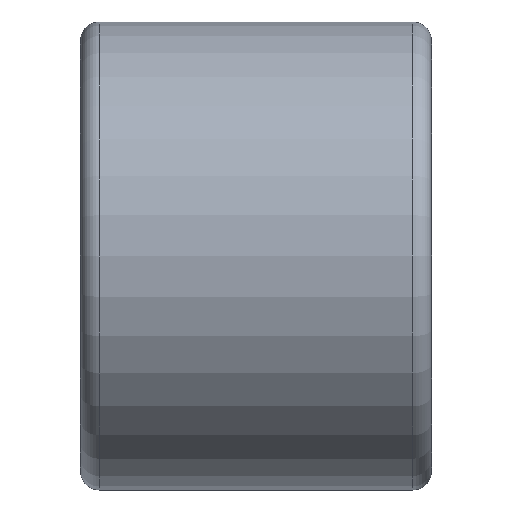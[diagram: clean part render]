
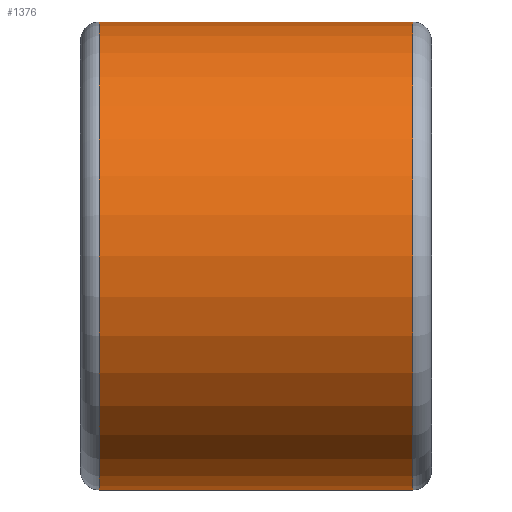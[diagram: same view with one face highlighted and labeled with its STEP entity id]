
A CAD part, left-side view. The second image highlights one B-rep face of the part: STEP entity #1376.
In plain terms, the highlighted cylindrical face has radius 25.4 mm (diameter 50.8 mm), a partial arc.
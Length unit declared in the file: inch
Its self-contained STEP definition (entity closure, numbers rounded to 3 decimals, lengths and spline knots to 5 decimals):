
#30 = DIRECTION ( 'NONE',  ( 0., 1., 0. ) ) ;
#60 = ORIENTED_EDGE ( 'NONE', *, *, #459, .F. ) ;
#64 = CARTESIAN_POINT ( 'NONE',  ( 0., 0.08, 1. ) ) ;
#115 = AXIS2_PLACEMENT_3D ( 'NONE', #590, #1064, #1438 ) ;
#122 = CARTESIAN_POINT ( 'NONE',  ( 0., 1.42, 1. ) ) ;
#162 = DIRECTION ( 'NONE',  ( 0., -1., 0. ) ) ;
#202 = VERTEX_POINT ( 'NONE', #64 ) ;
#204 = DIRECTION ( 'NONE',  ( 0., -1., 0. ) ) ;
#231 = ORIENTED_EDGE ( 'NONE', *, *, #1060, .T. ) ;
#296 = CIRCLE ( 'NONE', #1439, 1. ) ;
#354 = VECTOR ( 'NONE', #204, 39.37008 ) ;
#459 = EDGE_CURVE ( 'NONE', #1424, #202, #677, .T. ) ;
#558 = CARTESIAN_POINT ( 'NONE',  ( 0., 1.5, 1. ) ) ;
#562 = VERTEX_POINT ( 'NONE', #821 ) ;
#590 = CARTESIAN_POINT ( 'NONE',  ( 0., 1.5, 0. ) ) ;
#677 = LINE ( 'NONE', #558, #354 ) ;
#708 = CARTESIAN_POINT ( 'NONE',  ( 0., 1.42, 0. ) ) ;
#740 = AXIS2_PLACEMENT_3D ( 'NONE', #751, #30, #876 ) ;
#751 = CARTESIAN_POINT ( 'NONE',  ( 0., 0.08, 0. ) ) ;
#815 = ORIENTED_EDGE ( 'NONE', *, *, #1104, .T. ) ;
#819 = EDGE_LOOP ( 'NONE', ( #60, #1058, #815, #231 ) ) ;
#821 = CARTESIAN_POINT ( 'NONE',  ( 0., 0.08, -1. ) ) ;
#837 = DIRECTION ( 'NONE',  ( 0., 0., 1. ) ) ;
#876 = DIRECTION ( 'NONE',  ( 0., 0., 1. ) ) ;
#882 = CARTESIAN_POINT ( 'NONE',  ( 0., 1.5, -1. ) ) ;
#896 = FACE_OUTER_BOUND ( 'NONE', #819, .T. ) ;
#944 = LINE ( 'NONE', #882, #1276 ) ;
#1058 = ORIENTED_EDGE ( 'NONE', *, *, #1367, .T. ) ;
#1060 = EDGE_CURVE ( 'NONE', #562, #202, #1309, .T. ) ;
#1064 = DIRECTION ( 'NONE',  ( 0., -1., 0. ) ) ;
#1086 = CARTESIAN_POINT ( 'NONE',  ( 0., 1.42, -1. ) ) ;
#1104 = EDGE_CURVE ( 'NONE', #1478, #562, #944, .T. ) ;
#1175 = CYLINDRICAL_SURFACE ( 'NONE', #115, 1. ) ;
#1276 = VECTOR ( 'NONE', #162, 39.37008 ) ;
#1309 = CIRCLE ( 'NONE', #740, 1. ) ;
#1367 = EDGE_CURVE ( 'NONE', #1424, #1478, #296, .T. ) ;
#1376 = ADVANCED_FACE ( 'NONE', ( #896 ), #1175, .T. ) ;
#1424 = VERTEX_POINT ( 'NONE', #122 ) ;
#1438 = DIRECTION ( 'NONE',  ( 0., 0., -1. ) ) ;
#1439 = AXIS2_PLACEMENT_3D ( 'NONE', #708, #1559, #837 ) ;
#1478 = VERTEX_POINT ( 'NONE', #1086 ) ;
#1559 = DIRECTION ( 'NONE',  ( 0., -1., 0. ) ) ;
